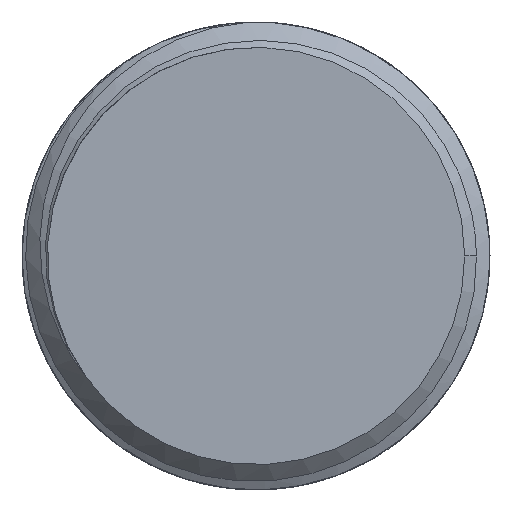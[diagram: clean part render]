
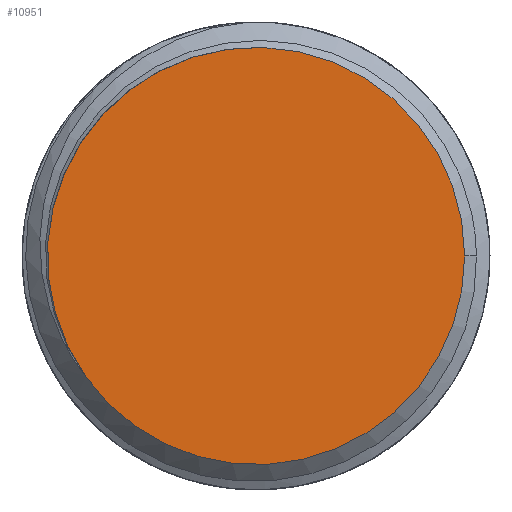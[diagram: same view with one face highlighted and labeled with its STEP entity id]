
A CAD part, front view. The second image highlights one B-rep face of the part: STEP entity #10951.
In plain terms, the highlighted planar face has unit normal (0, -1, 0).
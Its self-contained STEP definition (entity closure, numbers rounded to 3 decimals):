
#1751=CARTESIAN_POINT('',(0.,2.,0.));
#1752=DIRECTION('',(0.,-1.,0.));
#1753=DIRECTION('',(1.,0.,0.));
#1754=AXIS2_PLACEMENT_3D('',#1751,#1752,#1753);
#1779=CARTESIAN_POINT('',(0.,2.,0.));
#1780=DIRECTION('',(0.,-1.,0.));
#1781=DIRECTION('',(-0.816,0.,-0.579));
#1782=AXIS2_PLACEMENT_3D('',#1779,#1780,#1781);
#8183=CARTESIAN_POINT('',(-4.363,2.,
-3.096));
#9685=VERTEX_POINT('',#8183);
#10081=CARTESIAN_POINT('',(5.35,2.,0.));
#10082=VERTEX_POINT('',#10081);
#10941=CARTESIAN_POINT('',(0.,2.,0.));
#10942=DIRECTION('',(0.,-1.,0.));
#10943=DIRECTION('',(0.,0.,-1.));
#10944=AXIS2_PLACEMENT_3D('',#10941,#10942,#10943);
#10945=PLANE('',#10944);
#10946=ORIENTED_EDGE('',*,*,#10933,.F.);
#10948=ORIENTED_EDGE('',*,*,#10947,.F.);
#10949=EDGE_LOOP('',(#10946,#10948));
#10950=FACE_OUTER_BOUND('',#10949,.F.);
#10951=ADVANCED_FACE('',(#10950),#10945,.T.);
#1755=CIRCLE('',#1754,5.35);
#1783=CIRCLE('',#1782,5.35);
#10933=EDGE_CURVE('',#10082,#9685,#1755,.T.);
#10947=EDGE_CURVE('',#9685,#10082,#1783,.T.);
